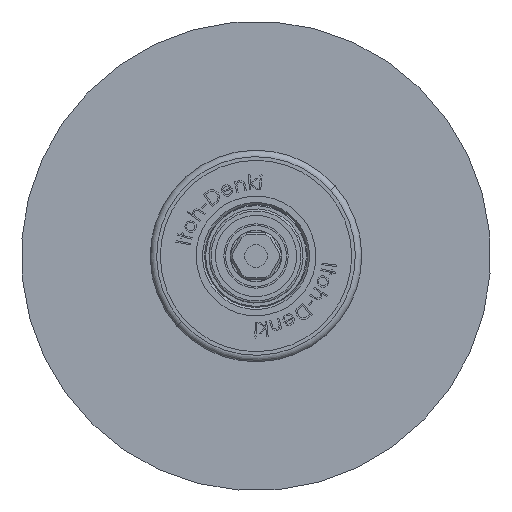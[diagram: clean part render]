
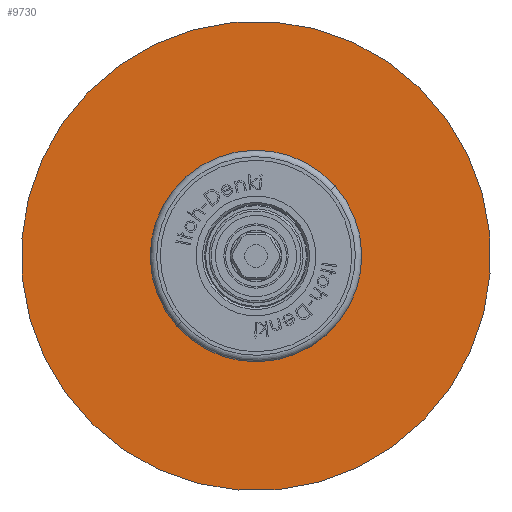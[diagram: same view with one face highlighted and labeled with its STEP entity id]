
A CAD part, left-side view. The second image highlights one B-rep face of the part: STEP entity #9730.
In plain terms, the highlighted planar face has unit normal (-1, 0, 0).
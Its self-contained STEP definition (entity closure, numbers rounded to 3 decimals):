
#9 = DIRECTION ( 'NONE',  ( 0., 1., 0. ) ) ;
#21 = VERTEX_POINT ( 'NONE', #5111 ) ;
#32 = ORIENTED_EDGE ( 'NONE', *, *, #14349, .F. ) ;
#184 = CIRCLE ( 'NONE', #2900, 24.7 ) ;
#334 = AXIS2_PLACEMENT_3D ( 'NONE', #5302, #4128, #11384 ) ;
#918 = AXIS2_PLACEMENT_3D ( 'NONE', #10967, #9874, #1307 ) ;
#1009 = EDGE_CURVE ( 'R�duction de d�tails2_133+R�duction de d�tails2_132+R�duction de d�tails2_132+R�duction de d�tails2_132', #5751, #14461, #8178, .T. ) ;
#1307 = DIRECTION ( 'NONE',  ( 0., 0.076, -0.997 ) ) ;
#2197 = AXIS2_PLACEMENT_3D ( 'NONE', #6510, #8707, #13771 ) ;
#2485 = EDGE_LOOP ( 'NONE', ( #5359, #6177 ) ) ;
#2900 = AXIS2_PLACEMENT_3D ( 'NONE', #3504, #10685, #9 ) ;
#3504 = CARTESIAN_POINT ( 'NONE',  ( 22., 0., 0. ) ) ;
#3712 = FACE_OUTER_BOUND ( 'NONE', #2485, .T. ) ;
#4128 = DIRECTION ( 'NONE',  ( 1., 0., 0. ) ) ;
#5111 = CARTESIAN_POINT ( 'NONE',  ( 22., -18.514, 16.35 ) ) ;
#5302 = CARTESIAN_POINT ( 'NONE',  ( 22., 0., 0. ) ) ;
#5359 = ORIENTED_EDGE ( 'NONE', *, *, #1009, .F. ) ;
#5537 = CIRCLE ( 'NONE', #334, 54.8 ) ;
#5751 = VERTEX_POINT ( 'NONE', #8026 ) ;
#6177 = ORIENTED_EDGE ( 'NONE', *, *, #8173, .F. ) ;
#6510 = CARTESIAN_POINT ( 'NONE',  ( 22., 0., 0. ) ) ;
#7530 = AXIS2_PLACEMENT_3D ( 'NONE', #7936, #15280, #9343 ) ;
#7936 = CARTESIAN_POINT ( 'NONE',  ( 22., 0., 0. ) ) ;
#8026 = CARTESIAN_POINT ( 'NONE',  ( 22., -4.159, 54.642 ) ) ;
#8173 = EDGE_CURVE ( 'R�duction de d�tails2_133+R�duction de d�tails2_132+R�duction de d�tails2_132+R�duction de d�tails2_132', #14461, #5751, #5537, .T. ) ;
#8178 = CIRCLE ( 'NONE', #2197, 54.8 ) ;
#8474 = PLANE ( 'NONE',  #918 ) ;
#8687 = CARTESIAN_POINT ( 'NONE',  ( 22., 18.514, -16.35 ) ) ;
#8707 = DIRECTION ( 'NONE',  ( 1., 0., 0. ) ) ;
#9183 = EDGE_CURVE ( 'R�duction de d�tails2_39+R�duction de d�tails2_132+R�duction de d�tails2_132+R�duction de d�tails2_132', #12089, #21, #184, .T. ) ;
#9343 = DIRECTION ( 'NONE',  ( 0., 1., 0. ) ) ;
#9730 = ADVANCED_FACE ( 'R�duction de d�tails2_132', ( #11993, #3712 ), #8474, .F. ) ;
#9874 = DIRECTION ( 'NONE',  ( 1., 0., 0. ) ) ;
#10670 = EDGE_LOOP ( 'NONE', ( #11397, #32 ) ) ;
#10685 = DIRECTION ( 'NONE',  ( -1., 0., 0. ) ) ;
#10967 = CARTESIAN_POINT ( 'NONE',  ( 22., 54.642, 4.159 ) ) ;
#11133 = CARTESIAN_POINT ( 'NONE',  ( 22., 4.159, -54.642 ) ) ;
#11384 = DIRECTION ( 'NONE',  ( 0., 0.076, -0.997 ) ) ;
#11397 = ORIENTED_EDGE ( 'NONE', *, *, #9183, .F. ) ;
#11993 = FACE_BOUND ( 'NONE', #10670, .T. ) ;
#12089 = VERTEX_POINT ( 'NONE', #8687 ) ;
#13771 = DIRECTION ( 'NONE',  ( 0., 0.076, -0.997 ) ) ;
#14349 = EDGE_CURVE ( 'R�duction de d�tails2_39+R�duction de d�tails2_132+R�duction de d�tails2_132+R�duction de d�tails2_132', #21, #12089, #14772, .T. ) ;
#14461 = VERTEX_POINT ( 'NONE', #11133 ) ;
#14772 = CIRCLE ( 'NONE', #7530, 24.7 ) ;
#15280 = DIRECTION ( 'NONE',  ( -1., 0., 0. ) ) ;
